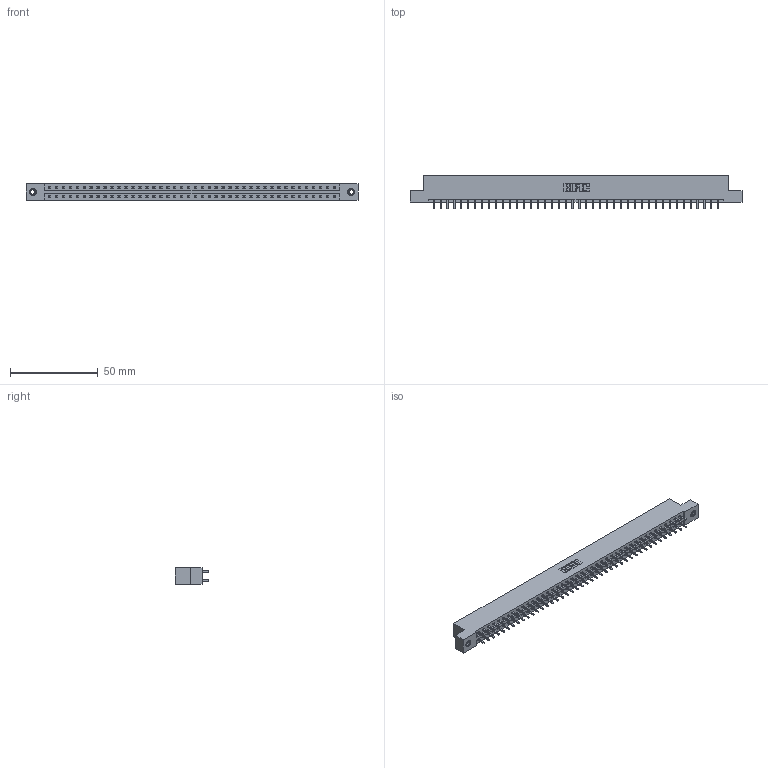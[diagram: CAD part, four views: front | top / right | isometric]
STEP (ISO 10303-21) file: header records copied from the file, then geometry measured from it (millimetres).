
FILE_DESCRIPTION (( 'STEP AP203' ), '1' );
FILE_NAME ('337-084-521-207.STEP', '2018-08-12T22:00:40', ( '' ), ( '' ), 'SwSTEP 2.0', 'SolidWorks 2016', '' );
FILE_SCHEMA (( 'CONFIG_CONTROL_DESIGN' ));
Length unit declared in the file: inch
Products named in the file (4): 337 Part_Flush Mounting Lugs - 0.156 Dia-TI; 345-292-001_345-293-121; 345-250-001_345-250-005-103; 337-084-521-207
Assembly tree (87 placements, depth 2):
  337-084-521-207
    337 Part_Flush Mounting Lugs - 0.156 Dia-TI
    345-292-001_345-293-121  x84
    345-250-001_345-250-005-103  x2
Bounding box: 189.43 x 19.06 x 9.4 mm (x, y, z)
Volume: 19916.2 mm3; surface area: 22302.2 mm2
Topology: 87 solids, 87 shells, 4710 faces, 13971 edges, 9194 vertices
Faces by surface type: plane 3294, cylinder 1400, cone 12, torus 4
Entity records: 33768 total; most frequent: CARTESIAN_POINT 5669, ORIENTED_EDGE 5598, DIRECTION 4853, EDGE_CURVE 2799, LINE 2651, VECTOR 2651, VERTEX_POINT 1860, AXIS2_PLACEMENT_3D 1101
